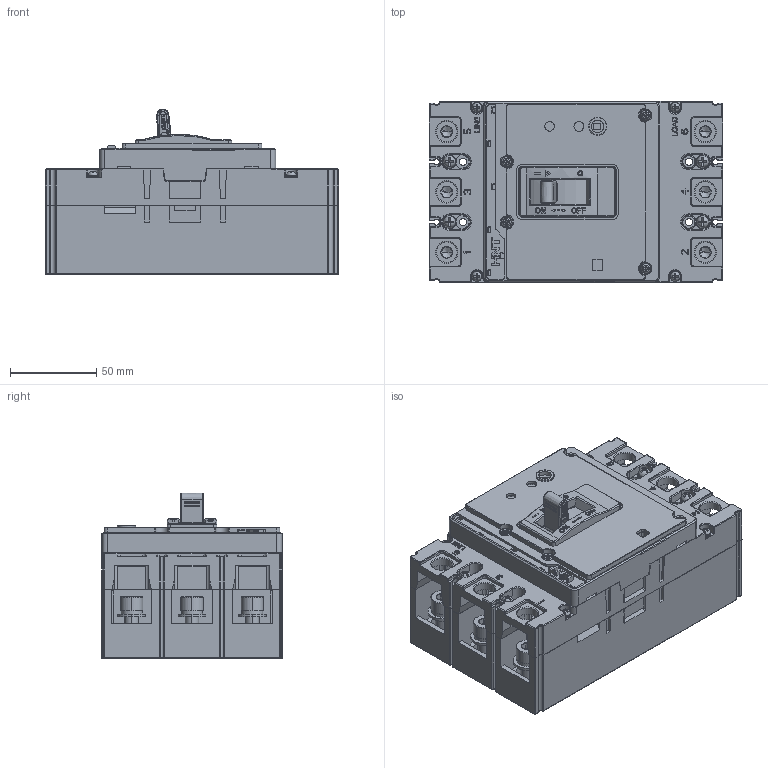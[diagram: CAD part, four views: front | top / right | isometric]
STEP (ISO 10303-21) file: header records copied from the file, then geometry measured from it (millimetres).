
FILE_DESCRIPTION(/* description */ (''),/* implementation_level */ '2;1');
FILE_NAME(/* name */ 'NXMLE-320(250)S 3P.stp',/* time_stamp */ '2017-05-08T16:47:21+08:00',/* author */ (''),/* organization */ (''),/* preprocessor_version */ 'ST-DEVELOPER v11',/* originating_system */ 'SIEMENS PLM Software NX 7.5',/* authorisation */ '');
FILE_SCHEMA (('CONFIG_CONTROL_DESIGN'));
Products named in the file (1): 2ZTD.256.476
Bounding box: 170 x 105 x 96.3 mm (x, y, z)
Volume: 951708.8 mm3; surface area: 262532.5 mm2
Topology: 54 solids, 56 shells, 4205 faces, 11046 edges, 6934 vertices
Faces by surface type: plane 2416, cylinder 1102, sphere 177, cone 148, torus 147, extrusion 141, bspline 74
Full cylindrical faces by diameter (mm): 1.8 x1, 2 x2, 2.458 x4, 2.675 x4, 3 x12, 3.5 x11, 3.8 x4, 4 x29, 4.2 x4, 4.3 x4, 4.5 x4, 4.91 x4, 5 x10, 5.35 x4, 5.4 x4, 5.5 x1, 5.8 x7, 6 x4, 6.41 x8, 6.5 x3, 7 x20, 7.2 x2, 7.5 x5, 8 x6, 8.5 x4, 9 x1, 10 x3, 10.5 x1, 11.5 x1, 12 x6
Entity records: 144875 total; most frequent: CARTESIAN_POINT 43777, ORIENTED_EDGE 20942, DIRECTION 20516, EDGE_CURVE 10471, AXIS2_PLACEMENT_3D 6874, VERTEX_POINT 6790, VECTOR 6768, LINE 6627
